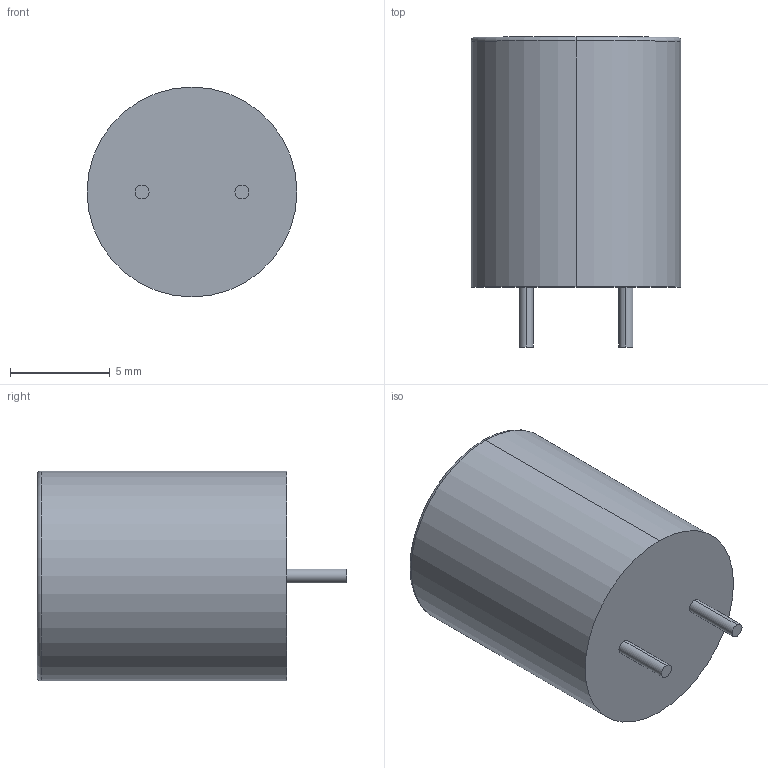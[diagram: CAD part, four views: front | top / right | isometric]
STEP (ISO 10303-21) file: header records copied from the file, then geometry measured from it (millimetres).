
FILE_DESCRIPTION (( 'STEP AP214' ), '1' );
FILE_NAME ('inductor.STEP', '2024-12-25T10:05:44', ( '' ), ( '' ), 'SwSTEP 2.0', 'SolidWorks 2020', '' );
FILE_SCHEMA (( 'AUTOMOTIVE_DESIGN' ));
Length unit declared in the file: millimetre
Products named in the file (1): inductor
Bounding box: 10.5 x 15.5 x 10.5 mm (x, y, z)
Volume: 1084.4 mm3; surface area: 597.4 mm2
Topology: 3 solids, 3 shells, 14 faces, 22 edges, 14 vertices
Faces by surface type: cylinder 6, plane 6, torus 2
Entity records: 466 total; most frequent: DIRECTION 68, CARTESIAN_POINT 51, ORIENTED_EDGE 44, AXIS2_PLACEMENT_3D 31, EDGE_CURVE 22, CIRCLE 16, EDGE_LOOP 14, VERTEX_POINT 14
